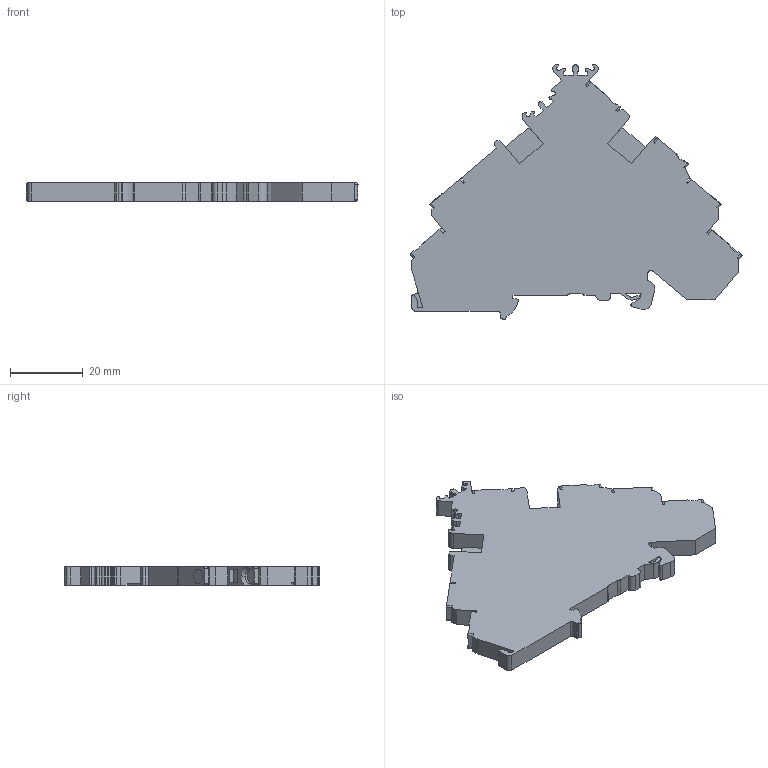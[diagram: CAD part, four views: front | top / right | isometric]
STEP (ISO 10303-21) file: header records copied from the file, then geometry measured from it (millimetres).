
FILE_DESCRIPTION((''),'2;1');
FILE_NAME('JDZONG_ASM','2023-11-21T',('dell'),(''),'PRO/ENGINEER BY PARAMETRIC TECHNOLOGY CORPORATION, 2013230','PRO/ENGINEER BY PARAMETRIC TECHNOLOGY CORPORATION, 2013230','');
FILE_SCHEMA(('AUTOMOTIVE_DESIGN { 1 0 10303 214 1 1 1 1 }'));
Length unit declared in the file: millimetre
Products named in the file (1): JDZONG_ASM
Bounding box: 91.4 x 70.4 x 5 mm (x, y, z)
Volume: 17777.2 mm3; surface area: 9575.9 mm2
Topology: 1 solids, 1 shells, 265 faces, 770 edges, 513 vertices
Faces by surface type: plane 175, cylinder 82, cone 8
Entity records: 9374 total; most frequent: CARTESIAN_POINT 1682, ORIENTED_EDGE 1540, DIRECTION 1458, EDGE_CURVE 770, VECTOR 560, LINE 560, VERTEX_POINT 513, AXIS2_PLACEMENT_3D 449
